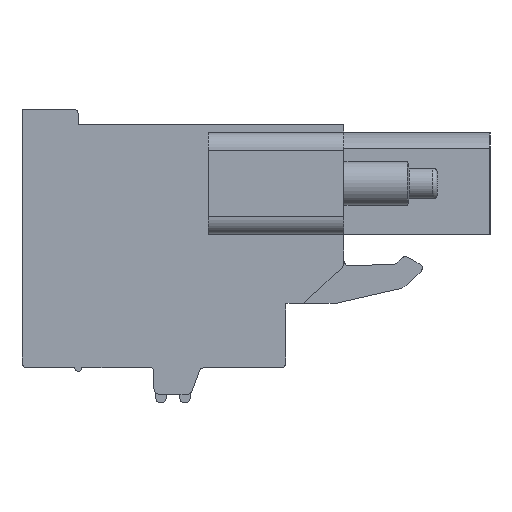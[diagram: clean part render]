
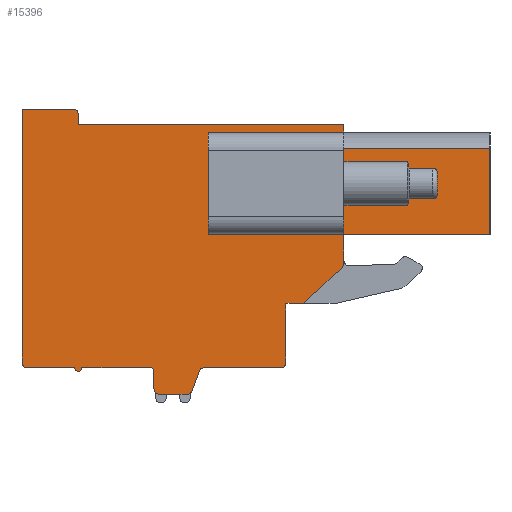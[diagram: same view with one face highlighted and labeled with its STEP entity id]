
A CAD part, left-side view. The second image highlights one B-rep face of the part: STEP entity #15396.
In plain terms, the highlighted planar face has unit normal (-1, 0, 0).
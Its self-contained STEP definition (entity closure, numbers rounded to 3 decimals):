
#1=DIRECTION('',(0.,0.,-1.));
#2=VECTOR('',#1,1.325);
#3=CARTESIAN_POINT('',(0.,-5.66,6.96));
#4=LINE('',#3,#2);
#5=DIRECTION('',(0.,1.,0.));
#6=VECTOR('',#5,8.3);
#7=CARTESIAN_POINT('',(0.,-13.96,5.635));
#8=LINE('',#7,#6);
#9=DIRECTION('',(0.,1.,0.));
#10=VECTOR('',#9,8.3);
#11=CARTESIAN_POINT('',(0.,-13.96,0.73));
#12=LINE('',#11,#10);
#13=DIRECTION('',(0.,0.,-1.));
#14=VECTOR('',#13,1.64);
#15=CARTESIAN_POINT('',(0.,-5.66,0.73));
#16=LINE('',#15,#14);
#17=CARTESIAN_POINT('',(0.,-5.36,-0.91));
#18=DIRECTION('',(1.,0.,0.));
#19=DIRECTION('',(0.,-1.,0.));
#20=AXIS2_PLACEMENT_3D('',#17,#18,#19);
#22=DIRECTION('',(0.,0.731,-0.683));
#23=VECTOR('',#22,3.018);
#24=CARTESIAN_POINT('',(0.,-5.565,-1.129));
#25=LINE('',#24,#23);
#26=DIRECTION('',(0.,1.,0.));
#27=VECTOR('',#26,1.);
#28=CARTESIAN_POINT('',(0.,-3.36,-3.19));
#29=LINE('',#28,#27);
#30=DIRECTION('',(0.,0.,-1.));
#31=VECTOR('',#30,0.5);
#32=CARTESIAN_POINT('',(0.,-2.36,-3.19));
#33=LINE('',#32,#31);
#34=DIRECTION('',(0.,0.,-1.));
#35=VECTOR('',#34,2.35);
#36=CARTESIAN_POINT('',(0.,-2.36,-3.69));
#37=LINE('',#36,#35);
#38=DIRECTION('',(0.,0.,-1.));
#39=VECTOR('',#38,0.5);
#40=CARTESIAN_POINT('',(0.,-2.36,-6.04));
#41=LINE('',#40,#39);
#42=CARTESIAN_POINT('',(0.,-2.06,-6.54));
#43=DIRECTION('',(1.,0.,0.));
#44=DIRECTION('',(0.,-1.,0.));
#45=AXIS2_PLACEMENT_3D('',#42,#43,#44);
#47=DIRECTION('',(0.,1.,0.));
#48=VECTOR('',#47,4.34);
#49=CARTESIAN_POINT('',(0.,-2.06,-6.84));
#50=LINE('',#49,#48);
#51=CARTESIAN_POINT('',(0.,2.28,-7.14));
#52=DIRECTION('',(-1.,0.,0.));
#53=DIRECTION('',(0.,0.,1.));
#54=AXIS2_PLACEMENT_3D('',#51,#52,#53);
#56=DIRECTION('',(0.,0.345,-0.939));
#57=VECTOR('',#56,1.179);
#58=CARTESIAN_POINT('',(0.,2.562,-7.037));
#59=LINE('',#58,#57);
#60=CARTESIAN_POINT('',(0.,3.25,-8.04));
#61=DIRECTION('',(1.,0.,0.));
#62=DIRECTION('',(0.,-0.939,-0.345));
#63=AXIS2_PLACEMENT_3D('',#60,#61,#62);
#65=DIRECTION('',(0.,1.,0.));
#66=VECTOR('',#65,1.59);
#67=CARTESIAN_POINT('',(0.,3.25,-8.34));
#68=LINE('',#67,#66);
#69=CARTESIAN_POINT('',(0.,4.84,-8.04));
#70=DIRECTION('',(1.,0.,0.));
#71=DIRECTION('',(0.,0.,-1.));
#72=AXIS2_PLACEMENT_3D('',#69,#70,#71);
#74=DIRECTION('',(0.,0.,1.));
#75=VECTOR('',#74,1.);
#76=CARTESIAN_POINT('',(0.,5.14,-8.04));
#77=LINE('',#76,#75);
#78=CARTESIAN_POINT('',(0.,5.34,-7.04));
#79=DIRECTION('',(-1.,0.,0.));
#80=DIRECTION('',(0.,-1.,0.));
#81=AXIS2_PLACEMENT_3D('',#78,#79,#80);
#83=DIRECTION('',(0.,1.,0.));
#84=VECTOR('',#83,3.9);
#85=CARTESIAN_POINT('',(0.,5.34,-6.84));
#86=LINE('',#85,#84);
#87=CARTESIAN_POINT('',(0.,9.44,-6.84));
#88=DIRECTION('',(1.,0.,0.));
#89=DIRECTION('',(0.,-1.,0.));
#90=AXIS2_PLACEMENT_3D('',#87,#88,#89);
#92=DIRECTION('',(0.,1.,0.));
#93=VECTOR('',#92,2.7);
#94=CARTESIAN_POINT('',(0.,9.64,-6.84));
#95=LINE('',#94,#93);
#96=CARTESIAN_POINT('',(0.,12.34,-6.54));
#97=DIRECTION('',(1.,0.,0.));
#98=DIRECTION('',(0.,0.,-1.));
#99=AXIS2_PLACEMENT_3D('',#96,#97,#98);
#101=DIRECTION('',(0.,0.,1.));
#102=VECTOR('',#101,0.5);
#103=CARTESIAN_POINT('',(0.,12.64,-6.54));
#104=LINE('',#103,#102);
#105=DIRECTION('',(0.,0.,1.));
#106=VECTOR('',#105,13.9);
#107=CARTESIAN_POINT('',(0.,12.64,-6.04));
#108=LINE('',#107,#106);
#109=DIRECTION('',(0.,-1.,0.));
#110=VECTOR('',#109,2.9);
#111=CARTESIAN_POINT('',(0.,12.64,7.86));
#112=LINE('',#111,#110);
#113=CARTESIAN_POINT('',(0.,9.74,7.56));
#114=DIRECTION('',(1.,0.,0.));
#115=DIRECTION('',(0.,0.,1.));
#116=AXIS2_PLACEMENT_3D('',#113,#114,#115);
#118=DIRECTION('',(0.,0.,-1.));
#119=VECTOR('',#118,0.6);
#120=CARTESIAN_POINT('',(0.,9.44,7.56));
#121=LINE('',#120,#119);
#122=DIRECTION('',(0.,-1.,0.));
#123=VECTOR('',#122,15.1);
#124=CARTESIAN_POINT('',(0.,9.44,6.96));
#125=LINE('',#124,#123);
#126=DIRECTION('',(0.,-1.,0.));
#127=VECTOR('',#126,6.1);
#128=CARTESIAN_POINT('',(0.,2.04,0.73));
#129=LINE('',#128,#127);
#130=DIRECTION('',(0.,0.,1.));
#131=VECTOR('',#130,5.8);
#132=CARTESIAN_POINT('',(0.,-4.06,0.73));
#133=LINE('',#132,#131);
#134=DIRECTION('',(0.,1.,0.));
#135=VECTOR('',#134,6.1);
#136=CARTESIAN_POINT('',(0.,-4.06,6.53));
#137=LINE('',#136,#135);
#9449=DIRECTION('',(0.,0.,1.));
#9450=VECTOR('',#9449,4.905);
#9451=CARTESIAN_POINT('',(0.,-13.96,0.73));
#9452=LINE('',#9451,#9450);
#11410=DIRECTION('',(0.,0.,1.));
#11411=VECTOR('',#11410,5.8);
#11412=CARTESIAN_POINT('',(0.,2.04,0.73));
#11413=LINE('',#11412,#11411);
#11671=CARTESIAN_POINT('',(0.,12.34,-6.84));
#11672=CARTESIAN_POINT('',(0.,12.64,-6.54));
#11673=VERTEX_POINT('',#11671);
#11674=VERTEX_POINT('',#11672);
#11675=CARTESIAN_POINT('',(0.,12.64,-6.04));
#11676=VERTEX_POINT('',#11675);
#11677=CARTESIAN_POINT('',(0.,12.64,7.86));
#11678=VERTEX_POINT('',#11677);
#11679=CARTESIAN_POINT('',(0.,9.74,7.86));
#11680=VERTEX_POINT('',#11679);
#11681=CARTESIAN_POINT('',(0.,9.44,7.56));
#11682=VERTEX_POINT('',#11681);
#11683=CARTESIAN_POINT('',(0.,9.44,6.96));
#11684=VERTEX_POINT('',#11683);
#11685=CARTESIAN_POINT('',(0.,-5.66,6.96));
#11686=VERTEX_POINT('',#11685);
#11687=CARTESIAN_POINT('',(0.,-5.66,-0.91));
#11688=CARTESIAN_POINT('',(0.,-5.565,-1.129));
#11689=VERTEX_POINT('',#11687);
#11690=VERTEX_POINT('',#11688);
#11691=CARTESIAN_POINT('',(0.,-3.36,-3.19));
#11692=VERTEX_POINT('',#11691);
#11693=CARTESIAN_POINT('',(0.,-2.36,-3.19));
#11694=VERTEX_POINT('',#11693);
#11695=CARTESIAN_POINT('',(0.,-2.36,-3.69));
#11696=VERTEX_POINT('',#11695);
#11697=CARTESIAN_POINT('',(0.,-2.36,-6.04));
#11698=VERTEX_POINT('',#11697);
#11699=CARTESIAN_POINT('',(0.,-2.36,-6.54));
#11700=VERTEX_POINT('',#11699);
#11701=CARTESIAN_POINT('',(0.,-2.06,-6.84));
#11702=VERTEX_POINT('',#11701);
#11703=CARTESIAN_POINT('',(0.,2.28,-6.84));
#11704=VERTEX_POINT('',#11703);
#11705=CARTESIAN_POINT('',(0.,2.562,-7.037));
#11706=VERTEX_POINT('',#11705);
#11707=CARTESIAN_POINT('',(0.,2.968,-8.143));
#11708=VERTEX_POINT('',#11707);
#11709=CARTESIAN_POINT('',(0.,3.25,-8.34));
#11710=VERTEX_POINT('',#11709);
#11711=CARTESIAN_POINT('',(0.,4.84,-8.34));
#11712=VERTEX_POINT('',#11711);
#11713=CARTESIAN_POINT('',(0.,5.14,-8.04));
#11714=VERTEX_POINT('',#11713);
#11715=CARTESIAN_POINT('',(0.,5.14,-7.04));
#11716=VERTEX_POINT('',#11715);
#11717=CARTESIAN_POINT('',(0.,5.34,-6.84));
#11718=VERTEX_POINT('',#11717);
#11719=CARTESIAN_POINT('',(0.,9.24,-6.84));
#11720=VERTEX_POINT('',#11719);
#11721=CARTESIAN_POINT('',(0.,9.64,-6.84));
#11722=VERTEX_POINT('',#11721);
#11799=CARTESIAN_POINT('',(0.,-13.96,0.73));
#11800=VERTEX_POINT('',#11799);
#11801=CARTESIAN_POINT('',(0.,-5.66,0.73));
#11802=VERTEX_POINT('',#11801);
#12027=CARTESIAN_POINT('',(0.,-13.96,5.635));
#12029=VERTEX_POINT('',#12027);
#15155=CARTESIAN_POINT('',(0.,2.04,0.73));
#15156=CARTESIAN_POINT('',(0.,2.04,6.53));
#15157=VERTEX_POINT('',#15155);
#15158=VERTEX_POINT('',#15156);
#15163=CARTESIAN_POINT('',(0.,-4.06,0.73));
#15165=VERTEX_POINT('',#15163);
#15167=CARTESIAN_POINT('',(0.,-4.06,6.53));
#15169=VERTEX_POINT('',#15167);
#15171=CARTESIAN_POINT('',(0.,-5.66,5.635));
#15172=VERTEX_POINT('',#15171);
#15319=CARTESIAN_POINT('',(0.,0.,0.));
#15320=DIRECTION('',(1.,0.,0.));
#15321=DIRECTION('',(0.,-1.,0.));
#15322=AXIS2_PLACEMENT_3D('',#15319,#15320,#15321);
#15323=PLANE('',#15322);
#15325=ORIENTED_EDGE('',*,*,#15324,.T.);
#15327=ORIENTED_EDGE('',*,*,#15326,.F.);
#15329=ORIENTED_EDGE('',*,*,#15328,.F.);
#15331=ORIENTED_EDGE('',*,*,#15330,.T.);
#15333=ORIENTED_EDGE('',*,*,#15332,.T.);
#15335=ORIENTED_EDGE('',*,*,#15334,.T.);
#15337=ORIENTED_EDGE('',*,*,#15336,.T.);
#15339=ORIENTED_EDGE('',*,*,#15338,.T.);
#15341=ORIENTED_EDGE('',*,*,#15340,.T.);
#15343=ORIENTED_EDGE('',*,*,#15342,.T.);
#15345=ORIENTED_EDGE('',*,*,#15344,.T.);
#15347=ORIENTED_EDGE('',*,*,#15346,.T.);
#15349=ORIENTED_EDGE('',*,*,#15348,.T.);
#15351=ORIENTED_EDGE('',*,*,#15350,.T.);
#15353=ORIENTED_EDGE('',*,*,#15352,.T.);
#15355=ORIENTED_EDGE('',*,*,#15354,.T.);
#15357=ORIENTED_EDGE('',*,*,#15356,.T.);
#15359=ORIENTED_EDGE('',*,*,#15358,.T.);
#15361=ORIENTED_EDGE('',*,*,#15360,.T.);
#15363=ORIENTED_EDGE('',*,*,#15362,.T.);
#15365=ORIENTED_EDGE('',*,*,#15364,.T.);
#15367=ORIENTED_EDGE('',*,*,#15366,.T.);
#15369=ORIENTED_EDGE('',*,*,#15368,.T.);
#15371=ORIENTED_EDGE('',*,*,#15370,.T.);
#15373=ORIENTED_EDGE('',*,*,#15372,.T.);
#15375=ORIENTED_EDGE('',*,*,#15374,.T.);
#15377=ORIENTED_EDGE('',*,*,#15376,.T.);
#15379=ORIENTED_EDGE('',*,*,#15378,.T.);
#15381=ORIENTED_EDGE('',*,*,#15380,.T.);
#15383=ORIENTED_EDGE('',*,*,#15382,.T.);
#15384=EDGE_LOOP('',(#15325,#15327,#15329,#15331,#15333,#15335,#15337,#15339,
#15341,#15343,#15345,#15347,#15349,#15351,#15353,#15355,#15357,#15359,#15361,
#15363,#15365,#15367,#15369,#15371,#15373,#15375,#15377,#15379,#15381,#15383));
#15385=FACE_OUTER_BOUND('',#15384,.F.);
#15387=ORIENTED_EDGE('',*,*,#15386,.T.);
#15389=ORIENTED_EDGE('',*,*,#15388,.T.);
#15391=ORIENTED_EDGE('',*,*,#15390,.T.);
#15393=ORIENTED_EDGE('',*,*,#15392,.F.);
#15394=EDGE_LOOP('',(#15387,#15389,#15391,#15393));
#15395=FACE_BOUND('',#15394,.F.);
#15396=ADVANCED_FACE('',(#15385,#15395),#15323,.F.);
#21=CIRCLE('',#20,0.3);
#46=CIRCLE('',#45,0.3);
#55=CIRCLE('',#54,0.3);
#64=CIRCLE('',#63,0.3);
#73=CIRCLE('',#72,0.3);
#82=CIRCLE('',#81,0.2);
#91=CIRCLE('',#90,0.2);
#100=CIRCLE('',#99,0.3);
#117=CIRCLE('',#116,0.3);
#15324=EDGE_CURVE('',#11686,#15172,#4,.T.);
#15326=EDGE_CURVE('',#12029,#15172,#8,.T.);
#15328=EDGE_CURVE('',#11800,#12029,#9452,.T.);
#15330=EDGE_CURVE('',#11800,#11802,#12,.T.);
#15332=EDGE_CURVE('',#11802,#11689,#16,.T.);
#15334=EDGE_CURVE('',#11689,#11690,#21,.T.);
#15336=EDGE_CURVE('',#11690,#11692,#25,.T.);
#15338=EDGE_CURVE('',#11692,#11694,#29,.T.);
#15340=EDGE_CURVE('',#11694,#11696,#33,.T.);
#15342=EDGE_CURVE('',#11696,#11698,#37,.T.);
#15344=EDGE_CURVE('',#11698,#11700,#41,.T.);
#15346=EDGE_CURVE('',#11700,#11702,#46,.T.);
#15348=EDGE_CURVE('',#11702,#11704,#50,.T.);
#15350=EDGE_CURVE('',#11704,#11706,#55,.T.);
#15352=EDGE_CURVE('',#11706,#11708,#59,.T.);
#15354=EDGE_CURVE('',#11708,#11710,#64,.T.);
#15356=EDGE_CURVE('',#11710,#11712,#68,.T.);
#15358=EDGE_CURVE('',#11712,#11714,#73,.T.);
#15360=EDGE_CURVE('',#11714,#11716,#77,.T.);
#15362=EDGE_CURVE('',#11716,#11718,#82,.T.);
#15364=EDGE_CURVE('',#11718,#11720,#86,.T.);
#15366=EDGE_CURVE('',#11720,#11722,#91,.T.);
#15368=EDGE_CURVE('',#11722,#11673,#95,.T.);
#15370=EDGE_CURVE('',#11673,#11674,#100,.T.);
#15372=EDGE_CURVE('',#11674,#11676,#104,.T.);
#15374=EDGE_CURVE('',#11676,#11678,#108,.T.);
#15376=EDGE_CURVE('',#11678,#11680,#112,.T.);
#15378=EDGE_CURVE('',#11680,#11682,#117,.T.);
#15380=EDGE_CURVE('',#11682,#11684,#121,.T.);
#15382=EDGE_CURVE('',#11684,#11686,#125,.T.);
#15386=EDGE_CURVE('',#15157,#15165,#129,.T.);
#15388=EDGE_CURVE('',#15165,#15169,#133,.T.);
#15390=EDGE_CURVE('',#15169,#15158,#137,.T.);
#15392=EDGE_CURVE('',#15157,#15158,#11413,.T.);
